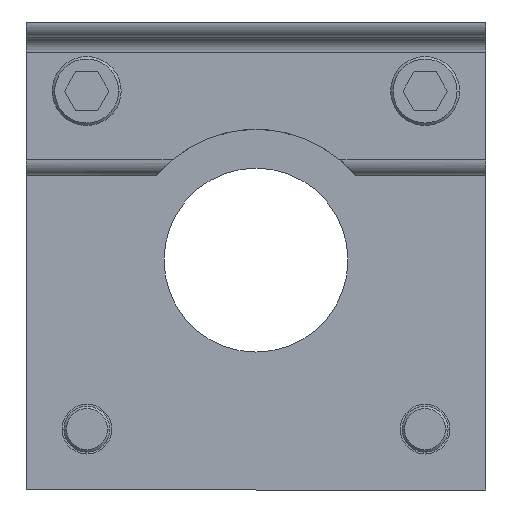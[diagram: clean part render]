
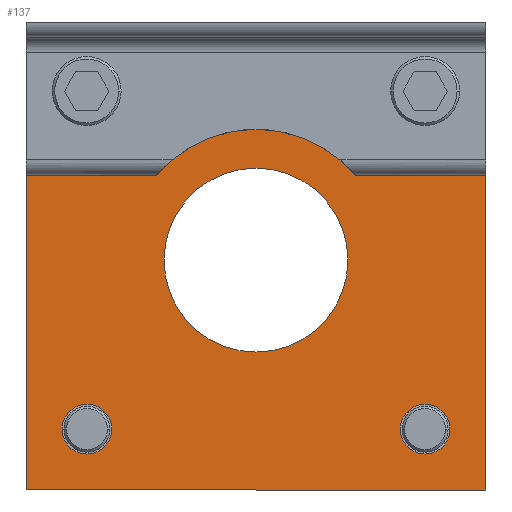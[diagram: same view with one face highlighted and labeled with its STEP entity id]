
A CAD part, front view. The second image highlights one B-rep face of the part: STEP entity #137.
In plain terms, the highlighted planar face has unit normal (0, -1, 0).
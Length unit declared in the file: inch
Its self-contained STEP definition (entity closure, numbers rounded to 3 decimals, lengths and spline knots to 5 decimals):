
#7 = DIRECTION ( 'NONE',  ( 0., 1., 0. ) ) ;
#23 = EDGE_LOOP ( 'NONE', ( #3467, #3993 ) ) ;
#32 = AXIS2_PLACEMENT_3D ( 'NONE', #1912, #1063, #5078 ) ;
#45 = EDGE_CURVE ( 'NONE', #2213, #1535, #3663, .T. ) ;
#71 = CARTESIAN_POINT ( 'NONE',  ( 0., 0., -1.19186 ) ) ;
#83 = CARTESIAN_POINT ( 'NONE',  ( -1.875, 0., -3.81686 ) ) ;
#99 = DIRECTION ( 'NONE',  ( 0., 0., 1. ) ) ;
#137 = ADVANCED_FACE ( 'NONE', ( #4016, #797, #826, #2865, #5123, #3571 ), #3961, .T. ) ;
#165 = CARTESIAN_POINT ( 'NONE',  ( 0., 0., -1.94186 ) ) ;
#182 = DIRECTION ( 'NONE',  ( 0., 1., 0. ) ) ;
#268 = EDGE_LOOP ( 'NONE', ( #1675, #305 ) ) ;
#305 = ORIENTED_EDGE ( 'NONE', *, *, #5098, .T. ) ;
#309 = CIRCLE ( 'NONE', #816, 0.75 ) ;
#496 = VERTEX_POINT ( 'NONE', #3317 ) ;
#514 = VERTEX_POINT ( 'NONE', #4839 ) ;
#522 = ORIENTED_EDGE ( 'NONE', *, *, #5036, .T. ) ;
#525 = AXIS2_PLACEMENT_3D ( 'NONE', #1591, #1166, #3197 ) ;
#580 = EDGE_CURVE ( 'NONE', #1323, #4471, #309, .T. ) ;
#583 = EDGE_LOOP ( 'NONE', ( #522, #1897 ) ) ;
#731 = AXIS2_PLACEMENT_3D ( 'NONE', #1966, #7, #1141 ) ;
#797 = FACE_BOUND ( 'NONE', #23, .T. ) ;
#816 = AXIS2_PLACEMENT_3D ( 'NONE', #165, #995, #99 ) ;
#826 = FACE_OUTER_BOUND ( 'NONE', #3098, .T. ) ;
#887 = ORIENTED_EDGE ( 'NONE', *, *, #2005, .F. ) ;
#915 = VERTEX_POINT ( 'NONE', #3736 ) ;
#936 = DIRECTION ( 'NONE',  ( 0., 0., 1. ) ) ;
#983 = DIRECTION ( 'NONE',  ( 0., 1., 0. ) ) ;
#995 = DIRECTION ( 'NONE',  ( 0., 1., 0. ) ) ;
#1016 = CIRCLE ( 'NONE', #1357, 0.203 ) ;
#1063 = DIRECTION ( 'NONE',  ( 0., 1., 0. ) ) ;
#1067 = CIRCLE ( 'NONE', #4415, 0.203 ) ;
#1141 = DIRECTION ( 'NONE',  ( 0., 0., 1. ) ) ;
#1166 = DIRECTION ( 'NONE',  ( 0., 1., 0. ) ) ;
#1177 = VECTOR ( 'NONE', #2147, 39.37008 ) ;
#1212 = EDGE_LOOP ( 'NONE', ( #2224, #1988 ) ) ;
#1269 = VECTOR ( 'NONE', #2789, 39.37008 ) ;
#1323 = VERTEX_POINT ( 'NONE', #71 ) ;
#1325 = CIRCLE ( 'NONE', #3672, 0.203 ) ;
#1357 = AXIS2_PLACEMENT_3D ( 'NONE', #1789, #2643, #3013 ) ;
#1361 = EDGE_LOOP ( 'NONE', ( #2962, #4636 ) ) ;
#1380 = CARTESIAN_POINT ( 'NONE',  ( -1.37886, 0., -0.563 ) ) ;
#1418 = CARTESIAN_POINT ( 'NONE',  ( 1.37886, 0., -3.11772 ) ) ;
#1427 = CIRCLE ( 'NONE', #32, 0.203 ) ;
#1469 = EDGE_CURVE ( 'NONE', #4266, #3859, #1683, .T. ) ;
#1475 = AXIS2_PLACEMENT_3D ( 'NONE', #1851, #983, #2230 ) ;
#1535 = VERTEX_POINT ( 'NONE', #1631 ) ;
#1591 = CARTESIAN_POINT ( 'NONE',  ( 1.37886, 0., -3.32072 ) ) ;
#1631 = CARTESIAN_POINT ( 'NONE',  ( -1.875, 0., -3.81686 ) ) ;
#1648 = DIRECTION ( 'NONE',  ( 0., 0., 1. ) ) ;
#1675 = ORIENTED_EDGE ( 'NONE', *, *, #2397, .T. ) ;
#1681 = CARTESIAN_POINT ( 'NONE',  ( 1.875, 0., -3.81686 ) ) ;
#1683 = LINE ( 'NONE', #1727, #2215 ) ;
#1727 = CARTESIAN_POINT ( 'NONE',  ( 1.875, 0., -0.06686 ) ) ;
#1789 = CARTESIAN_POINT ( 'NONE',  ( -1.37886, 0., -0.563 ) ) ;
#1850 = AXIS2_PLACEMENT_3D ( 'NONE', #4373, #3987, #3161 ) ;
#1851 = CARTESIAN_POINT ( 'NONE',  ( -1.37886, 0., -3.32072 ) ) ;
#1897 = ORIENTED_EDGE ( 'NONE', *, *, #3829, .T. ) ;
#1912 = CARTESIAN_POINT ( 'NONE',  ( 1.37886, 0., -3.32072 ) ) ;
#1966 = CARTESIAN_POINT ( 'NONE',  ( 0., 0., -1.94186 ) ) ;
#1982 = EDGE_CURVE ( 'NONE', #915, #2242, #2886, .T. ) ;
#1983 = CARTESIAN_POINT ( 'NONE',  ( 1.37886, 0., -0.36 ) ) ;
#1988 = ORIENTED_EDGE ( 'NONE', *, *, #580, .T. ) ;
#2005 = EDGE_CURVE ( 'NONE', #3859, #2213, #4296, .T. ) ;
#2147 = DIRECTION ( 'NONE',  ( -1., 0., 0. ) ) ;
#2185 = EDGE_CURVE ( 'NONE', #1535, #4266, #4122, .T. ) ;
#2191 = VECTOR ( 'NONE', #1648, 39.37008 ) ;
#2213 = VERTEX_POINT ( 'NONE', #4551 ) ;
#2215 = VECTOR ( 'NONE', #2929, 39.37008 ) ;
#2224 = ORIENTED_EDGE ( 'NONE', *, *, #4132, .T. ) ;
#2230 = DIRECTION ( 'NONE',  ( 0., 0., 1. ) ) ;
#2242 = VERTEX_POINT ( 'NONE', #1418 ) ;
#2278 = EDGE_CURVE ( 'NONE', #496, #5105, #1016, .T. ) ;
#2331 = CIRCLE ( 'NONE', #1475, 0.203 ) ;
#2397 = EDGE_CURVE ( 'NONE', #3998, #2479, #2896, .T. ) ;
#2466 = ORIENTED_EDGE ( 'NONE', *, *, #1469, .F. ) ;
#2479 = VERTEX_POINT ( 'NONE', #1983 ) ;
#2506 = CARTESIAN_POINT ( 'NONE',  ( -1.37886, 0., -3.32072 ) ) ;
#2643 = DIRECTION ( 'NONE',  ( 0., 1., 0. ) ) ;
#2692 = ORIENTED_EDGE ( 'NONE', *, *, #45, .F. ) ;
#2762 = CARTESIAN_POINT ( 'NONE',  ( 1.875, 0., -3.81686 ) ) ;
#2783 = DIRECTION ( 'NONE',  ( 0., 0., 1. ) ) ;
#2789 = DIRECTION ( 'NONE',  ( 0., 0., -1. ) ) ;
#2865 = FACE_BOUND ( 'NONE', #583, .T. ) ;
#2886 = CIRCLE ( 'NONE', #525, 0.203 ) ;
#2896 = CIRCLE ( 'NONE', #3704, 0.203 ) ;
#2905 = DIRECTION ( 'NONE',  ( 0., 1., 0. ) ) ;
#2929 = DIRECTION ( 'NONE',  ( 1., 0., 0. ) ) ;
#2962 = ORIENTED_EDGE ( 'NONE', *, *, #3122, .T. ) ;
#3013 = DIRECTION ( 'NONE',  ( 0., 0., 1. ) ) ;
#3098 = EDGE_LOOP ( 'NONE', ( #3407, #2692, #887, #2466 ) ) ;
#3108 = CARTESIAN_POINT ( 'NONE',  ( 1.37886, 0., -0.563 ) ) ;
#3122 = EDGE_CURVE ( 'NONE', #5105, #496, #3323, .T. ) ;
#3153 = CARTESIAN_POINT ( 'NONE',  ( -1.37886, 0., -3.52372 ) ) ;
#3161 = DIRECTION ( 'NONE',  ( 0., 0., -1. ) ) ;
#3197 = DIRECTION ( 'NONE',  ( 0., 0., 1. ) ) ;
#3283 = EDGE_CURVE ( 'NONE', #2242, #915, #1427, .T. ) ;
#3317 = CARTESIAN_POINT ( 'NONE',  ( -1.37886, 0., -0.36 ) ) ;
#3323 = CIRCLE ( 'NONE', #4801, 0.203 ) ;
#3385 = DIRECTION ( 'NONE',  ( 0., 0., 1. ) ) ;
#3407 = ORIENTED_EDGE ( 'NONE', *, *, #2185, .F. ) ;
#3467 = ORIENTED_EDGE ( 'NONE', *, *, #1982, .T. ) ;
#3478 = CARTESIAN_POINT ( 'NONE',  ( 1.875, 0., -0.06686 ) ) ;
#3517 = DIRECTION ( 'NONE',  ( 0., 1., 0. ) ) ;
#3571 = FACE_BOUND ( 'NONE', #1212, .T. ) ;
#3663 = LINE ( 'NONE', #1681, #1177 ) ;
#3672 = AXIS2_PLACEMENT_3D ( 'NONE', #2506, #4931, #936 ) ;
#3704 = AXIS2_PLACEMENT_3D ( 'NONE', #3108, #3517, #2783 ) ;
#3734 = CARTESIAN_POINT ( 'NONE',  ( -1.875, 0., -0.06686 ) ) ;
#3736 = CARTESIAN_POINT ( 'NONE',  ( 1.37886, 0., -3.52372 ) ) ;
#3740 = CARTESIAN_POINT ( 'NONE',  ( -1.37886, 0., -0.766 ) ) ;
#3829 = EDGE_CURVE ( 'NONE', #514, #4930, #2331, .T. ) ;
#3859 = VERTEX_POINT ( 'NONE', #3478 ) ;
#3961 = PLANE ( 'NONE',  #1850 ) ;
#3987 = DIRECTION ( 'NONE',  ( 0., -1., 0. ) ) ;
#3993 = ORIENTED_EDGE ( 'NONE', *, *, #3283, .T. ) ;
#3998 = VERTEX_POINT ( 'NONE', #4326 ) ;
#4016 = FACE_BOUND ( 'NONE', #1361, .T. ) ;
#4054 = CARTESIAN_POINT ( 'NONE',  ( 1.37886, 0., -0.563 ) ) ;
#4079 = DIRECTION ( 'NONE',  ( 0., 0., 1. ) ) ;
#4122 = LINE ( 'NONE', #83, #2191 ) ;
#4132 = EDGE_CURVE ( 'NONE', #4471, #1323, #4731, .T. ) ;
#4266 = VERTEX_POINT ( 'NONE', #3734 ) ;
#4296 = LINE ( 'NONE', #2762, #1269 ) ;
#4326 = CARTESIAN_POINT ( 'NONE',  ( 1.37886, 0., -0.766 ) ) ;
#4373 = CARTESIAN_POINT ( 'NONE',  ( 0., 0., -1.94186 ) ) ;
#4415 = AXIS2_PLACEMENT_3D ( 'NONE', #4054, #2905, #4079 ) ;
#4471 = VERTEX_POINT ( 'NONE', #4713 ) ;
#4551 = CARTESIAN_POINT ( 'NONE',  ( 1.875, 0., -3.81686 ) ) ;
#4636 = ORIENTED_EDGE ( 'NONE', *, *, #2278, .T. ) ;
#4713 = CARTESIAN_POINT ( 'NONE',  ( 0., 0., -2.69186 ) ) ;
#4731 = CIRCLE ( 'NONE', #731, 0.75 ) ;
#4801 = AXIS2_PLACEMENT_3D ( 'NONE', #1380, #182, #3385 ) ;
#4839 = CARTESIAN_POINT ( 'NONE',  ( -1.37886, 0., -3.11772 ) ) ;
#4930 = VERTEX_POINT ( 'NONE', #3153 ) ;
#4931 = DIRECTION ( 'NONE',  ( 0., 1., 0. ) ) ;
#5036 = EDGE_CURVE ( 'NONE', #4930, #514, #1325, .T. ) ;
#5078 = DIRECTION ( 'NONE',  ( 0., 0., 1. ) ) ;
#5098 = EDGE_CURVE ( 'NONE', #2479, #3998, #1067, .T. ) ;
#5105 = VERTEX_POINT ( 'NONE', #3740 ) ;
#5123 = FACE_BOUND ( 'NONE', #268, .T. ) ;
